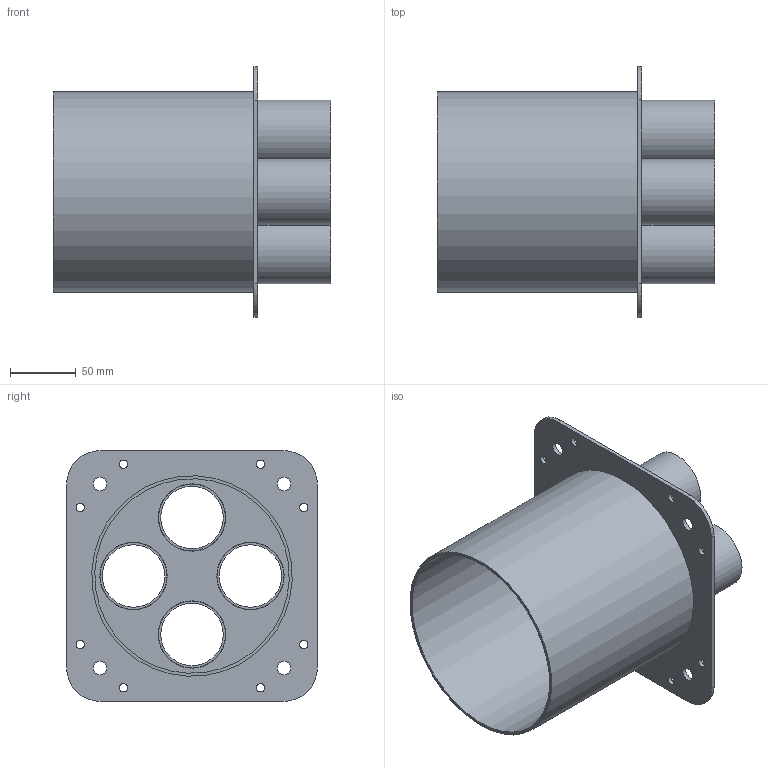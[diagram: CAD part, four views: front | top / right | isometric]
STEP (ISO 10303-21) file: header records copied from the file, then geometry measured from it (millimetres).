
FILE_DESCRIPTION(/* description */ (''),/* implementation_level */ '2;1');
FILE_NAME(/* name */ 'PAM00009_A.stp',/* time_stamp */ '2018-03-22T11:46:42-04:00',/* author */ ('James'),/* organization */ (''),/* preprocessor_version */ 'ST-DEVELOPER v16.5',/* originating_system */ 'Autodesk Inventor 2017',/* authorisation */ '');
FILE_SCHEMA (('AUTOMOTIVE_DESIGN { 1 0 10303 214 3 1 1 }'));
Length unit declared in the file: inch
Products named in the file (1): PAM00009_A
Bounding box: 210.82 x 190.5 x 190.5 mm (x, y, z)
Volume: 305646.2 mm3; surface area: 276799.3 mm2
Topology: 5 solids, 5 shells, 46 faces, 118 edges, 84 vertices
Faces by surface type: cylinder 30, plane 16
Full cylindrical faces by diameter (mm): 6.35 x8, 10.312 x4, 47.498 x4, 50.8 x4, 51.181 x4, 147.828 x1, 152.4 x1
Entity records: 1294 total; most frequent: DIRECTION 230, CARTESIAN_POINT 191, ORIENTED_EDGE 152, EDGE_LOOP 114, AXIS2_PLACEMENT_3D 107, EDGE_CURVE 76, FACE_BOUND 68, VERTEX_POINT 68
